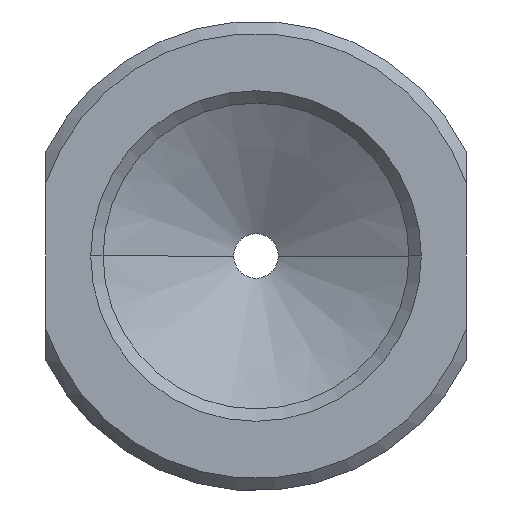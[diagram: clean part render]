
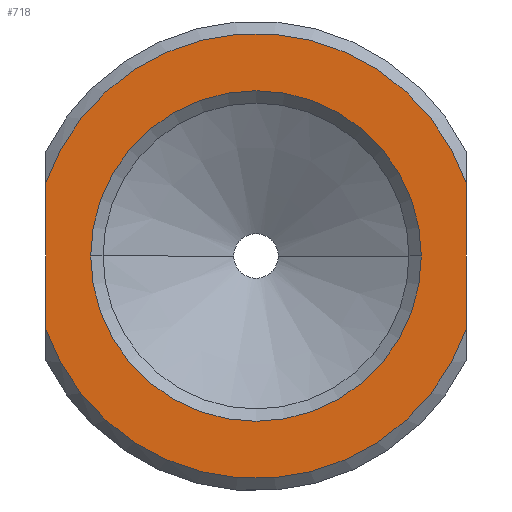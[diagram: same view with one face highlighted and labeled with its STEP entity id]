
A CAD part, front view. The second image highlights one B-rep face of the part: STEP entity #718.
In plain terms, the highlighted planar face has unit normal (0, -1, 0).
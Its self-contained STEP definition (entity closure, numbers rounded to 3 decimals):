
#43=CARTESIAN_POINT('Vertex',(-8.5,0.,2.958)) ;
#96=CARTESIAN_POINT('Vertex',(-8.5,0.,-2.958)) ;
#99=CARTESIAN_POINT('Line Origine',(-8.5,0.,0.)) ;
#188=CARTESIAN_POINT('Vertex',(8.5,0.,2.958)) ;
#191=CARTESIAN_POINT('Axis2P3D Location',(0.,0.,0.)) ;
#208=CARTESIAN_POINT('Line Origine',(8.5,0.,0.)) ;
#212=CARTESIAN_POINT('Vertex',(8.5,0.,-2.958)) ;
#265=CARTESIAN_POINT('Vertex',(-6.688,0.,0.)) ;
#281=CARTESIAN_POINT('Vertex',(6.688,0.,0.)) ;
#284=CARTESIAN_POINT('Axis2P3D Location',(0.,0.,0.)) ;
#306=CARTESIAN_POINT('Axis2P3D Location',(0.,0.,0.)) ;
#691=CARTESIAN_POINT('Axis2P3D Location',(0.,0.,0.)) ;
#703=CARTESIAN_POINT('Axis2P3D Location',(0.,0.,0.)) ;
#101=VECTOR('Line Direction',#100,1.) ;
#210=VECTOR('Line Direction',#209,1.) ;
#100=DIRECTION('Vector Direction',(0.,0.,-1.)) ;
#192=DIRECTION('Axis2P3D Direction',(0.,1.,0.)) ;
#209=DIRECTION('Vector Direction',(0.,0.,-1.)) ;
#285=DIRECTION('Axis2P3D Direction',(0.,1.,0.)) ;
#307=DIRECTION('Axis2P3D Direction',(0.,1.,0.)) ;
#692=DIRECTION('Axis2P3D Direction',(0.,1.,0.)) ;
#704=DIRECTION('Axis2P3D Direction',(0.,1.,0.)) ;
#705=DIRECTION('Axis2P3D XDirection',(-1.,0.,0.)) ;
#193=AXIS2_PLACEMENT_3D('Circle Axis2P3D',#191,#192,$) ;
#286=AXIS2_PLACEMENT_3D('Circle Axis2P3D',#284,#285,$) ;
#308=AXIS2_PLACEMENT_3D('Circle Axis2P3D',#306,#307,$) ;
#693=AXIS2_PLACEMENT_3D('Circle Axis2P3D',#691,#692,$) ;
#706=AXIS2_PLACEMENT_3D('Plane Axis2P3D',#703,#704,#705) ;
#102=LINE('Line',#99,#101) ;
#211=LINE('Line',#208,#210) ;
#194=CIRCLE('generated circle',#193,9.) ;
#287=CIRCLE('generated circle',#286,6.688) ;
#309=CIRCLE('generated circle',#308,6.688) ;
#694=CIRCLE('generated circle',#693,9.) ;
#707=PLANE('',#706) ;
#717=FACE_BOUND('',#714,.T.) ;
#103=EDGE_CURVE('',#44,#97,#102,.T.) ;
#195=EDGE_CURVE('',#44,#189,#194,.T.) ;
#214=EDGE_CURVE('',#213,#189,#211,.F.) ;
#288=EDGE_CURVE('',#266,#282,#287,.T.) ;
#310=EDGE_CURVE('',#282,#266,#309,.T.) ;
#695=EDGE_CURVE('',#213,#97,#694,.T.) ;
#708=EDGE_LOOP('',(#709,#710,#711,#712)) ;
#714=EDGE_LOOP('',(#715,#716)) ;
#709=ORIENTED_EDGE('',*,*,#695,.F.) ;
#710=ORIENTED_EDGE('',*,*,#214,.T.) ;
#711=ORIENTED_EDGE('',*,*,#195,.F.) ;
#712=ORIENTED_EDGE('',*,*,#103,.T.) ;
#715=ORIENTED_EDGE('',*,*,#310,.T.) ;
#716=ORIENTED_EDGE('',*,*,#288,.T.) ;
#44=VERTEX_POINT('',#43) ;
#97=VERTEX_POINT('',#96) ;
#189=VERTEX_POINT('',#188) ;
#213=VERTEX_POINT('',#212) ;
#266=VERTEX_POINT('',#265) ;
#282=VERTEX_POINT('',#281) ;
#718=ADVANCED_FACE('Corps principal',(#713,#717),#707,.F.) ;
#713=FACE_OUTER_BOUND('',#708,.T.) ;
